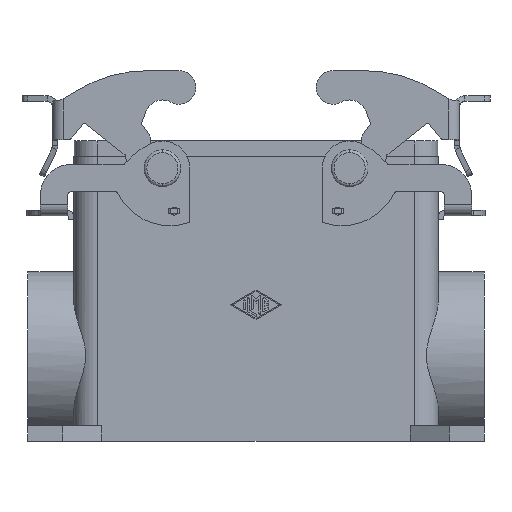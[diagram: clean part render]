
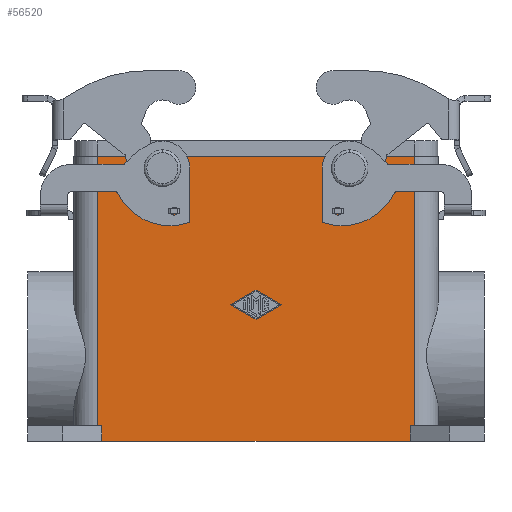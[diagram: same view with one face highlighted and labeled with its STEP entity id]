
A CAD part, front view. The second image highlights one B-rep face of the part: STEP entity #56520.
In plain terms, the highlighted planar face has unit normal (0, -1, 0).
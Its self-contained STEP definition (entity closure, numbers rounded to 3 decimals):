
#15200=CARTESIAN_POINT('',(0.,-22.25,
-1.5));
#15210=VERTEX_POINT('',#15200);
#15390=CARTESIAN_POINT('',(0.,-22.25,1.5)
);
#15400=VERTEX_POINT('',#15390);
#15430=CARTESIAN_POINT('',(0.,-22.25,0.));
#15440=DIRECTION('',(0.,1.,0.));
#15450=DIRECTION('',(0.,0.,1.));
#15460=AXIS2_PLACEMENT_3D('',#15430,#15440,#15450);
#15470=CIRCLE('',#15460,1.5);
#15480=EDGE_CURVE('',#15400,#15210,#15470,.T.);
#20140=CARTESIAN_POINT('',(-48.,-22.25,-1.5));
#20150=VERTEX_POINT('',#20140);
#20200=CARTESIAN_POINT('',(-48.,-22.25,0.));
#20210=DIRECTION('',(0.,1.,0.));
#20220=DIRECTION('',(0.,0.,1.));
#20230=AXIS2_PLACEMENT_3D('',#20200,#20210,#20220);
#20240=CIRCLE('',#20230,1.5);
#20250=CARTESIAN_POINT('',(-48.,-22.25,1.5));
#20260=VERTEX_POINT('',#20250);
#20270=EDGE_CURVE('',#20150,#20260,#20240,.T.);
#46120=CARTESIAN_POINT('',(-24.,-22.25,-38.749));
#46130=VERTEX_POINT('',#46120);
#46180=CARTESIAN_POINT('',(-24.,-22.25,-38.749));
#46190=DIRECTION('',(-0.866,0.,0.5));
#46200=VECTOR('',#46190,7.504);
#46210=LINE('',#46180,#46200);
#46220=CARTESIAN_POINT('',(-30.5,-22.25,-35.));
#46230=VERTEX_POINT('',#46220);
#46240=EDGE_CURVE('',#46130,#46230,#46210,.T.);
#46590=CARTESIAN_POINT('',(-17.5,-22.25,-35.));
#46600=VERTEX_POINT('',#46590);
#46650=CARTESIAN_POINT('',(-17.5,-22.25,-35.));
#46660=DIRECTION('',(-0.866,0.,-0.5));
#46670=VECTOR('',#46660,7.504);
#46680=LINE('',#46650,#46670);
#46690=EDGE_CURVE('',#46600,#46130,#46680,.T.);
#46970=CARTESIAN_POINT('',(-24.,-22.25,-31.251));
#46980=VERTEX_POINT('',#46970);
#47030=CARTESIAN_POINT('',(-24.,-22.25,-31.251));
#47040=DIRECTION('',(0.866,0.,-0.5));
#47050=VECTOR('',#47040,7.504);
#47060=LINE('',#47030,#47050);
#47070=EDGE_CURVE('',#46980,#46600,#47060,.T.);
#47320=CARTESIAN_POINT('',(-30.5,-22.25,-35.));
#47330=DIRECTION('',(0.866,0.,0.5));
#47340=VECTOR('',#47330,7.504);
#47350=LINE('',#47320,#47340);
#47360=EDGE_CURVE('',#46230,#46980,#47350,.T.);
#55650=CARTESIAN_POINT('',(15.5,-22.25,-70.));
#55660=DIRECTION('',(0.,-1.,0.));
#55670=DIRECTION('',(0.,0.,-1.));
#55680=AXIS2_PLACEMENT_3D('',#55650,#55660,#55670);
#55690=PLANE('',#55680);
#55700=CARTESIAN_POINT('',(-63.5,-22.25,-66.));
#55710=DIRECTION('',(-1.,0.,0.));
#55720=VECTOR('',#55710,1.25);
#55730=LINE('',#55700,#55720);
#55740=CARTESIAN_POINT('',(-63.5,-22.25,-66.));
#55750=VERTEX_POINT('',#55740);
#55760=CARTESIAN_POINT('',(-64.75,-22.25,-66.));
#55770=VERTEX_POINT('',#55760);
#55780=EDGE_CURVE('',#55750,#55770,#55730,.T.);
#55790=ORIENTED_EDGE('',*,*,#55780,.F.);
#55800=CARTESIAN_POINT('',(-64.75,-22.25,-66.));
#55810=DIRECTION('',(0.,0.,1.));
#55820=VECTOR('',#55810,69.);
#55830=LINE('',#55800,#55820);
#55840=CARTESIAN_POINT('',(-64.75,-22.25,3.));
#55850=VERTEX_POINT('',#55840);
#55860=EDGE_CURVE('',#55770,#55850,#55830,.T.);
#55870=ORIENTED_EDGE('',*,*,#55860,.F.);
#55880=CARTESIAN_POINT('',(16.75,-22.25,3.));
#55890=DIRECTION('',(-1.,0.,0.));
#55900=VECTOR('',#55890,81.5);
#55910=LINE('',#55880,#55900);
#55920=CARTESIAN_POINT('',(16.75,-22.25,3.));
#55930=VERTEX_POINT('',#55920);
#55940=EDGE_CURVE('',#55930,#55850,#55910,.T.);
#55950=ORIENTED_EDGE('',*,*,#55940,.T.);
#55960=CARTESIAN_POINT('',(16.75,-22.25,-66.));
#55970=DIRECTION('',(0.,0.,1.));
#55980=VECTOR('',#55970,69.);
#55990=LINE('',#55960,#55980);
#56000=CARTESIAN_POINT('',(16.75,-22.25,-66.));
#56010=VERTEX_POINT('',#56000);
#56020=EDGE_CURVE('',#56010,#55930,#55990,.T.);
#56030=ORIENTED_EDGE('',*,*,#56020,.T.);
#56040=CARTESIAN_POINT('',(16.75,-22.25,-66.));
#56050=DIRECTION('',(-1.,0.,0.));
#56060=VECTOR('',#56050,1.25);
#56070=LINE('',#56040,#56060);
#56080=CARTESIAN_POINT('',(15.5,-22.25,-66.));
#56090=VERTEX_POINT('',#56080);
#56100=EDGE_CURVE('',#56010,#56090,#56070,.T.);
#56110=ORIENTED_EDGE('',*,*,#56100,.F.);
#56120=CARTESIAN_POINT('',(15.5,-22.25,-70.));
#56130=DIRECTION('',(0.,0.,1.));
#56140=VECTOR('',#56130,4.);
#56150=LINE('',#56120,#56140);
#56160=CARTESIAN_POINT('',(15.5,-22.25,-70.));
#56170=VERTEX_POINT('',#56160);
#56180=EDGE_CURVE('',#56170,#56090,#56150,.T.);
#56190=ORIENTED_EDGE('',*,*,#56180,.T.);
#56200=CARTESIAN_POINT('',(15.5,-22.25,-70.));
#56210=DIRECTION('',(-1.,0.,0.));
#56220=VECTOR('',#56210,79.);
#56230=LINE('',#56200,#56220);
#56240=CARTESIAN_POINT('',(-63.5,-22.25,-70.));
#56250=VERTEX_POINT('',#56240);
#56260=EDGE_CURVE('',#56170,#56250,#56230,.T.);
#56270=ORIENTED_EDGE('',*,*,#56260,.F.);
#56280=CARTESIAN_POINT('',(-63.5,-22.25,-70.));
#56290=DIRECTION('',(0.,0.,1.));
#56300=VECTOR('',#56290,4.);
#56310=LINE('',#56280,#56300);
#56320=EDGE_CURVE('',#56250,#55750,#56310,.T.);
#56330=ORIENTED_EDGE('',*,*,#56320,.F.);
#56340=EDGE_LOOP('',(#56330,#56270,#56190,#56110,#56030,#55950,#55870,
#55790));
#56350=FACE_OUTER_BOUND('',#56340,.T.);
#56360=EDGE_CURVE('',#15210,#15400,#15470,.T.);
#56370=ORIENTED_EDGE('',*,*,#56360,.T.);
#56380=ORIENTED_EDGE('',*,*,#15480,.T.);
#56390=EDGE_LOOP('',(#56380,#56370));
#56400=FACE_BOUND('',#56390,.T.);
#56410=EDGE_CURVE('',#20260,#20150,#20240,.T.);
#56420=ORIENTED_EDGE('',*,*,#56410,.T.);
#56430=ORIENTED_EDGE('',*,*,#20270,.T.);
#56440=EDGE_LOOP('',(#56430,#56420));
#56450=FACE_BOUND('',#56440,.T.);
#56460=ORIENTED_EDGE('',*,*,#46690,.T.);
#56470=ORIENTED_EDGE('',*,*,#47070,.T.);
#56480=ORIENTED_EDGE('',*,*,#47360,.T.);
#56490=ORIENTED_EDGE('',*,*,#46240,.T.);
#56500=EDGE_LOOP('',(#56490,#56480,#56470,#56460));
#56510=FACE_BOUND('',#56500,.T.);
#56520=ADVANCED_FACE('',(#56350,#56400,#56450,#56510),#55690,.T.);
